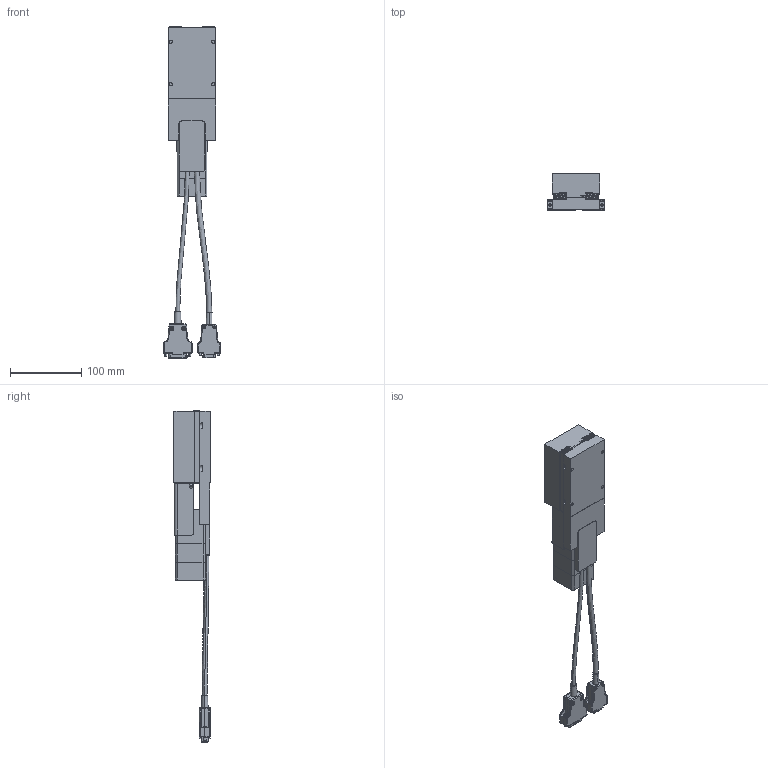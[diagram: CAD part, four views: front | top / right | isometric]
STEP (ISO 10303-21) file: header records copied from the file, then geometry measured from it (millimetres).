
FILE_DESCRIPTION (( 'STEP AP214' ), '1' );
FILE_NAME ('MCS-050-A-m-S-D-EXPORT.STEP', '2025-09-10T20:07:25', ( 'lab' ), ( '' ), 'SwSTEP 2.0', 'SolidWorks 2018', '' );
FILE_SCHEMA (( 'AUTOMOTIVE_DESIGN' ));
Length unit declared in the file: millimetre
Products named in the file (8): 1000006_file_export6; 1000001_file_export8; 1000005_file_export3; MCS-050-A-m-S-D-EXPORT; 1000008_file_export2; 1000002_file_export4; 1000007_file_export1; 1000009_file_export7
Assembly tree (7 placements, depth 2):
  MCS-050-A-m-S-D-EXPORT
    1000001_file_export8
    1000002_file_export4
    1000005_file_export3
    1000006_file_export6
    1000007_file_export1
    1000008_file_export2
    1000009_file_export7
Bounding box: 80 x 51 x 467.1 mm (x, y, z)
Volume: 620546.6 mm3; surface area: 147469.5 mm2
Topology: 24 solids, 24 shells, 1456 faces, 3505 edges, 2170 vertices
Faces by surface type: plane 875, cylinder 329, cone 126, torus 114, sphere 8, bspline 4
Entity records: 43099 total; most frequent: CARTESIAN_POINT 7925, DIRECTION 7522, ORIENTED_EDGE 6950, EDGE_CURVE 3475, AXIS2_PLACEMENT_3D 2639, VECTOR 2244, LINE 2244, VERTEX_POINT 2170
